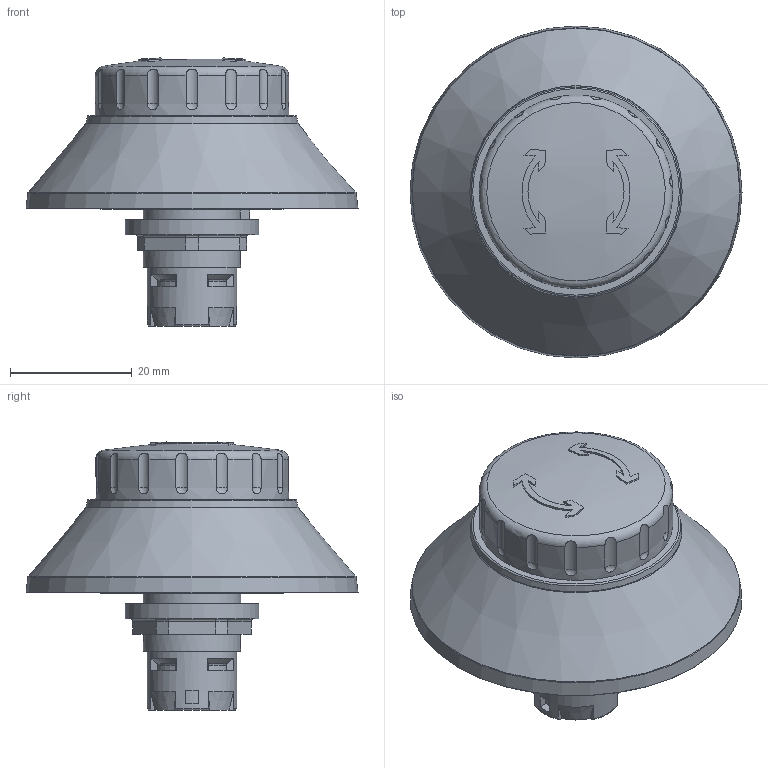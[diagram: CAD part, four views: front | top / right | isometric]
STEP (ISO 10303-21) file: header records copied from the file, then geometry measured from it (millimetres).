
FILE_DESCRIPTION(/* description */ (''),/* implementation_level */ '2;1');
FILE_NAME(/* name */ 'RKUV32.stp',/* time_stamp */ '2017-08-22T13:31:08+02:00',/* author */ ('mharscher'),/* organization */ (''),/* preprocessor_version */ 'ST-DEVELOPER v16.1',/* originating_system */ 'Autodesk Inventor 2016',/* authorisation */ '');
FILE_SCHEMA (('AUTOMOTIVE_DESIGN { 1 0 10303 214 3 1 1 }'));
Length unit declared in the file: centimetre
Products named in the file (1): RKUV32
Bounding box: 54.6 x 54.6 x 44.09 mm (x, y, z)
Volume: 29075 mm3; surface area: 10874 mm2
Topology: 1 solids, 4 shells, 188 faces, 472 edges, 310 vertices
Faces by surface type: plane 85, cylinder 53, sphere 19, cone 16, torus 15
Full cylindrical faces by diameter (mm): 12.1 x1, 14.7 x1, 16 x2, 16.008 x1, 16.15 x1, 16.5 x1, 19.5 x1, 21.47 x1, 21.65 x1, 22 x1, 27 x1, 29.762 x1, 30 x1, 31.8 x1, 35.4 x1
Entity records: 6122 total; most frequent: CARTESIAN_POINT 1792, DIRECTION 926, ORIENTED_EDGE 846, EDGE_CURVE 423, AXIS2_PLACEMENT_3D 377, VERTEX_POINT 293, EDGE_LOOP 242, FACE_OUTER_BOUND 188
